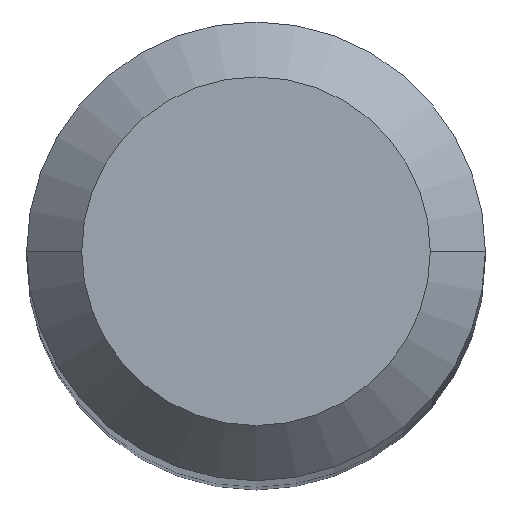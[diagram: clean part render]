
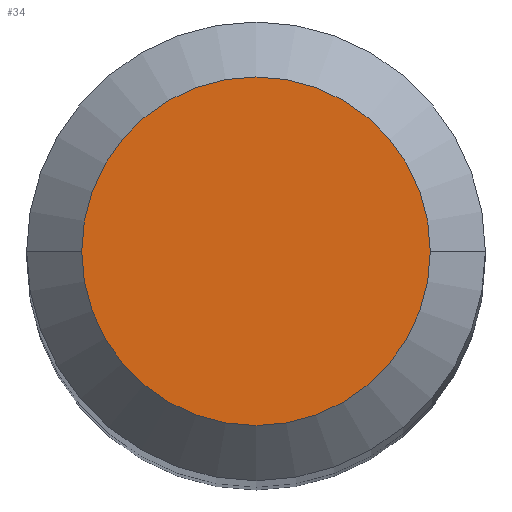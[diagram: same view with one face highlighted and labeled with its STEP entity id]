
A CAD part, top view. The second image highlights one B-rep face of the part: STEP entity #34.
In plain terms, the highlighted planar face has unit normal (0, 0, 1).
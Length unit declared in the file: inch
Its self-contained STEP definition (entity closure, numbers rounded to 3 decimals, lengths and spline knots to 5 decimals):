
#4 = AXIS2_PLACEMENT_3D ( 'NONE', #156, #92, #71 ) ;
#15 = ORIENTED_EDGE ( 'NONE', *, *, #96, .T. ) ;
#26 = CARTESIAN_POINT ( 'NONE',  ( 0., 0., 1.5 ) ) ;
#27 = AXIS2_PLACEMENT_3D ( 'NONE', #94, #205, #138 ) ;
#34 = ADVANCED_FACE ( 'NONE', ( #67 ), #226, .T. ) ;
#67 = FACE_OUTER_BOUND ( 'NONE', #116, .T. ) ;
#71 = DIRECTION ( 'NONE',  ( 1., 0., 0. ) ) ;
#92 = DIRECTION ( 'NONE',  ( 0., 0., 1. ) ) ;
#94 = CARTESIAN_POINT ( 'NONE',  ( 0., 0., 1.5 ) ) ;
#96 = EDGE_CURVE ( 'NONE', #258, #178, #293, .T. ) ;
#99 = ORIENTED_EDGE ( 'NONE', *, *, #167, .T. ) ;
#116 = EDGE_LOOP ( 'NONE', ( #99, #15 ) ) ;
#138 = DIRECTION ( 'NONE',  ( 1., 0., 0. ) ) ;
#156 = CARTESIAN_POINT ( 'NONE',  ( 0., 0., 1.5 ) ) ;
#164 = DIRECTION ( 'NONE',  ( 0., 0., 1. ) ) ;
#167 = EDGE_CURVE ( 'NONE', #178, #258, #170, .T. ) ;
#170 = CIRCLE ( 'NONE', #27, 0.0475 ) ;
#178 = VERTEX_POINT ( 'NONE', #180 ) ;
#180 = CARTESIAN_POINT ( 'NONE',  ( -0.0475, 0., 1.5 ) ) ;
#196 = CARTESIAN_POINT ( 'NONE',  ( 0.0475, 0., 1.5 ) ) ;
#205 = DIRECTION ( 'NONE',  ( 0., 0., 1. ) ) ;
#226 = PLANE ( 'NONE',  #254 ) ;
#254 = AXIS2_PLACEMENT_3D ( 'NONE', #26, #164, #278 ) ;
#258 = VERTEX_POINT ( 'NONE', #196 ) ;
#278 = DIRECTION ( 'NONE',  ( 1., 0., 0. ) ) ;
#293 = CIRCLE ( 'NONE', #4, 0.0475 ) ;
